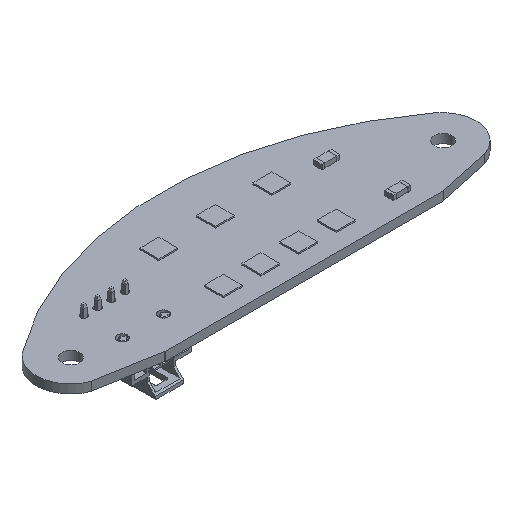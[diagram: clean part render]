
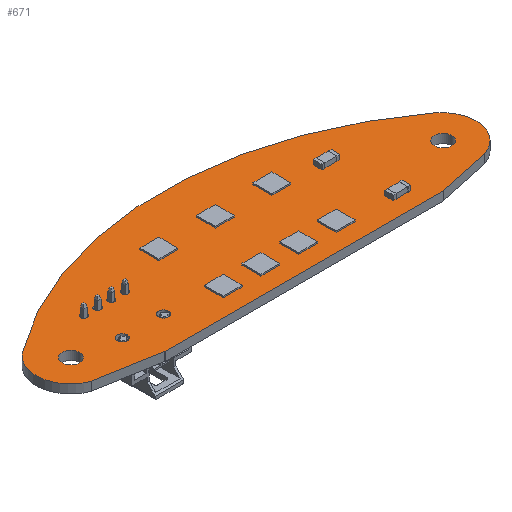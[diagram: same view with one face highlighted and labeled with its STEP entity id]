
A CAD part, isometric view. The second image highlights one B-rep face of the part: STEP entity #671.
In plain terms, the highlighted planar face has unit normal (0, 0, 1).
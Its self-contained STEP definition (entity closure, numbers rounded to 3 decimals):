
#24 = VERTEX_POINT('',#25);
#25 = CARTESIAN_POINT('',(14.068,10.222,0.));
#31 = EDGE_CURVE('',#24,#32,#34,.T.);
#32 = VERTEX_POINT('',#33);
#33 = CARTESIAN_POINT('',(25.383,8.253,0.));
#34 = LINE('',#35,#36);
#35 = CARTESIAN_POINT('',(14.068,10.222,0.));
#36 = VECTOR('',#37,1.);
#37 = DIRECTION('',(0.985,-0.171,0.));
#62 = EDGE_CURVE('',#32,#63,#65,.T.);
#63 = VERTEX_POINT('',#64);
#64 = CARTESIAN_POINT('',(25.426,8.25,0.));
#65 = LINE('',#66,#67);
#66 = CARTESIAN_POINT('',(25.383,8.253,0.));
#67 = VECTOR('',#68,1.);
#68 = DIRECTION('',(0.998,-0.07,0.));
#93 = EDGE_CURVE('',#63,#94,#96,.T.);
#94 = VERTEX_POINT('',#95);
#95 = CARTESIAN_POINT('',(76.,8.25,0.));
#96 = LINE('',#97,#98);
#97 = CARTESIAN_POINT('',(25.426,8.25,0.));
#98 = VECTOR('',#99,1.);
#99 = DIRECTION('',(1.,0.,0.));
#124 = EDGE_CURVE('',#94,#125,#127,.T.);
#125 = VERTEX_POINT('',#126);
#126 = CARTESIAN_POINT('',(76.053,8.255,0.));
#127 = LINE('',#128,#129);
#128 = CARTESIAN_POINT('',(76.,8.25,0.));
#129 = VECTOR('',#130,1.);
#130 = DIRECTION('',(0.996,0.094,0.));
#155 = EDGE_CURVE('',#125,#156,#158,.T.);
#156 = VERTEX_POINT('',#157);
#157 = CARTESIAN_POINT('',(85.582,10.326,0.));
#158 = LINE('',#159,#160);
#159 = CARTESIAN_POINT('',(76.053,8.255,0.));
#160 = VECTOR('',#161,1.);
#161 = DIRECTION('',(0.977,0.212,0.));
#186 = EDGE_CURVE('',#156,#187,#189,.T.);
#187 = VERTEX_POINT('',#188);
#188 = CARTESIAN_POINT('',(85.652,10.353,0.));
#189 = LINE('',#190,#191);
#190 = CARTESIAN_POINT('',(85.582,10.326,0.));
#191 = VECTOR('',#192,1.);
#192 = DIRECTION('',(0.933,0.36,0.));
#217 = EDGE_CURVE('',#187,#218,#220,.T.);
#218 = VERTEX_POINT('',#219);
#219 = CARTESIAN_POINT('',(87.713,21.131,0.));
#220 = CIRCLE('',#221,6.25);
#221 = AXIS2_PLACEMENT_3D('',#222,#223,#224);
#222 = CARTESIAN_POINT('',(83.742,16.304,0.));
#223 = DIRECTION('',(0.,-0.,1.));
#224 = DIRECTION('',(0.306,-0.952,-0.));
#250 = EDGE_CURVE('',#218,#251,#253,.T.);
#251 = VERTEX_POINT('',#252);
#252 = CARTESIAN_POINT('',(87.65,21.201,0.));
#253 = LINE('',#254,#255);
#254 = CARTESIAN_POINT('',(87.713,21.131,0.));
#255 = VECTOR('',#256,1.);
#256 = DIRECTION('',(-0.669,0.743,0.));
#281 = EDGE_CURVE('',#251,#282,#284,.T.);
#282 = VERTEX_POINT('',#283);
#283 = CARTESIAN_POINT('',(12.501,21.21,0.));
#284 = CIRCLE('',#285,62.75);
#285 = AXIS2_PLACEMENT_3D('',#286,#287,#288);
#286 = CARTESIAN_POINT('',(50.069,-29.051,0.));
#287 = DIRECTION('',(0.,0.,1.));
#288 = DIRECTION('',(0.599,0.801,-0.));
#314 = EDGE_CURVE('',#282,#315,#317,.T.);
#315 = VERTEX_POINT('',#316);
#316 = CARTESIAN_POINT('',(12.433,21.175,0.));
#317 = LINE('',#318,#319);
#318 = CARTESIAN_POINT('',(12.501,21.21,0.));
#319 = VECTOR('',#320,1.);
#320 = DIRECTION('',(-0.889,-0.458,0.));
#345 = EDGE_CURVE('',#315,#24,#346,.T.);
#346 = CIRCLE('',#347,6.24);
#347 = AXIS2_PLACEMENT_3D('',#348,#349,#350);
#348 = CARTESIAN_POINT('',(16.095,16.123,0.));
#349 = DIRECTION('',(0.,0.,1.));
#350 = DIRECTION('',(-0.587,0.81,0.));
#371 = VERTEX_POINT('',#372);
#372 = CARTESIAN_POINT('',(17.466,15.82,0.));
#378 = EDGE_CURVE('',#371,#371,#379,.T.);
#379 = CIRCLE('',#380,1.6);
#380 = AXIS2_PLACEMENT_3D('',#381,#382,#383);
#381 = CARTESIAN_POINT('',(15.866,15.82,0.));
#382 = DIRECTION('',(0.,0.,1.));
#383 = DIRECTION('',(1.,0.,-0.));
#404 = VERTEX_POINT('',#405);
#405 = CARTESIAN_POINT('',(24.557,14.271,0.));
#411 = EDGE_CURVE('',#404,#404,#412,.T.);
#412 = CIRCLE('',#413,0.9);
#413 = AXIS2_PLACEMENT_3D('',#414,#415,#416);
#414 = CARTESIAN_POINT('',(23.657,14.271,0.));
#415 = DIRECTION('',(0.,0.,1.));
#416 = DIRECTION('',(1.,0.,-0.));
#437 = VERTEX_POINT('',#438);
#438 = CARTESIAN_POINT('',(24.25,21.256,0.));
#444 = EDGE_CURVE('',#437,#437,#445,.T.);
#445 = CIRCLE('',#446,0.6);
#446 = AXIS2_PLACEMENT_3D('',#447,#448,#449);
#447 = CARTESIAN_POINT('',(23.65,21.256,0.));
#448 = DIRECTION('',(0.,0.,1.));
#449 = DIRECTION('',(1.,0.,-0.));
#470 = VERTEX_POINT('',#471);
#471 = CARTESIAN_POINT('',(26.75,21.256,0.));
#477 = EDGE_CURVE('',#470,#470,#478,.T.);
#478 = CIRCLE('',#479,0.6);
#479 = AXIS2_PLACEMENT_3D('',#480,#481,#482);
#480 = CARTESIAN_POINT('',(26.15,21.256,0.));
#481 = DIRECTION('',(0.,0.,1.));
#482 = DIRECTION('',(1.,0.,-0.));
#503 = VERTEX_POINT('',#504);
#504 = CARTESIAN_POINT('',(32.05,14.271,0.));
#510 = EDGE_CURVE('',#503,#503,#511,.T.);
#511 = CIRCLE('',#512,0.9);
#512 = AXIS2_PLACEMENT_3D('',#513,#514,#515);
#513 = CARTESIAN_POINT('',(31.15,14.271,0.));
#514 = DIRECTION('',(0.,0.,1.));
#515 = DIRECTION('',(1.,0.,-0.));
#536 = VERTEX_POINT('',#537);
#537 = CARTESIAN_POINT('',(85.49,16.135,0.));
#543 = EDGE_CURVE('',#536,#536,#544,.T.);
#544 = CIRCLE('',#545,1.6);
#545 = AXIS2_PLACEMENT_3D('',#546,#547,#548);
#546 = CARTESIAN_POINT('',(83.89,16.135,0.));
#547 = DIRECTION('',(0.,0.,1.));
#548 = DIRECTION('',(1.,0.,-0.));
#569 = VERTEX_POINT('',#570);
#570 = CARTESIAN_POINT('',(29.25,21.256,0.));
#576 = EDGE_CURVE('',#569,#569,#577,.T.);
#577 = CIRCLE('',#578,0.6);
#578 = AXIS2_PLACEMENT_3D('',#579,#580,#581);
#579 = CARTESIAN_POINT('',(28.65,21.256,0.));
#580 = DIRECTION('',(0.,0.,1.));
#581 = DIRECTION('',(1.,0.,-0.));
#602 = VERTEX_POINT('',#603);
#603 = CARTESIAN_POINT('',(31.75,21.256,0.));
#609 = EDGE_CURVE('',#602,#602,#610,.T.);
#610 = CIRCLE('',#611,0.6);
#611 = AXIS2_PLACEMENT_3D('',#612,#613,#614);
#612 = CARTESIAN_POINT('',(31.15,21.256,0.));
#613 = DIRECTION('',(0.,0.,1.));
#614 = DIRECTION('',(1.,0.,-0.));
#671 = ADVANCED_FACE('',(#672,#685,#688,#691,#694,#697,#700,#703,#706),
  #709,.T.);
#672 = FACE_BOUND('',#673,.T.);
#673 = EDGE_LOOP('',(#674,#675,#676,#677,#678,#679,#680,#681,#682,#683,
    #684));
#674 = ORIENTED_EDGE('',*,*,#31,.T.);
#675 = ORIENTED_EDGE('',*,*,#62,.T.);
#676 = ORIENTED_EDGE('',*,*,#93,.T.);
#677 = ORIENTED_EDGE('',*,*,#124,.T.);
#678 = ORIENTED_EDGE('',*,*,#155,.T.);
#679 = ORIENTED_EDGE('',*,*,#186,.T.);
#680 = ORIENTED_EDGE('',*,*,#217,.T.);
#681 = ORIENTED_EDGE('',*,*,#250,.T.);
#682 = ORIENTED_EDGE('',*,*,#281,.T.);
#683 = ORIENTED_EDGE('',*,*,#314,.T.);
#684 = ORIENTED_EDGE('',*,*,#345,.T.);
#685 = FACE_BOUND('',#686,.T.);
#686 = EDGE_LOOP('',(#687));
#687 = ORIENTED_EDGE('',*,*,#378,.F.);
#688 = FACE_BOUND('',#689,.T.);
#689 = EDGE_LOOP('',(#690));
#690 = ORIENTED_EDGE('',*,*,#411,.F.);
#691 = FACE_BOUND('',#692,.T.);
#692 = EDGE_LOOP('',(#693));
#693 = ORIENTED_EDGE('',*,*,#444,.F.);
#694 = FACE_BOUND('',#695,.T.);
#695 = EDGE_LOOP('',(#696));
#696 = ORIENTED_EDGE('',*,*,#477,.F.);
#697 = FACE_BOUND('',#698,.T.);
#698 = EDGE_LOOP('',(#699));
#699 = ORIENTED_EDGE('',*,*,#510,.F.);
#700 = FACE_BOUND('',#701,.T.);
#701 = EDGE_LOOP('',(#702));
#702 = ORIENTED_EDGE('',*,*,#543,.F.);
#703 = FACE_BOUND('',#704,.T.);
#704 = EDGE_LOOP('',(#705));
#705 = ORIENTED_EDGE('',*,*,#576,.F.);
#706 = FACE_BOUND('',#707,.T.);
#707 = EDGE_LOOP('',(#708));
#708 = ORIENTED_EDGE('',*,*,#609,.F.);
#709 = PLANE('',#710);
#710 = AXIS2_PLACEMENT_3D('',#711,#712,#713);
#711 = CARTESIAN_POINT('',(49.935,18.546,0.));
#712 = DIRECTION('',(0.,0.,1.));
#713 = DIRECTION('',(1.,0.,-0.));
